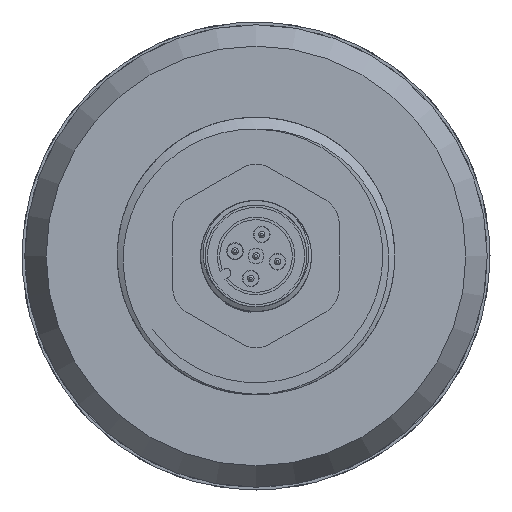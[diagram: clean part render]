
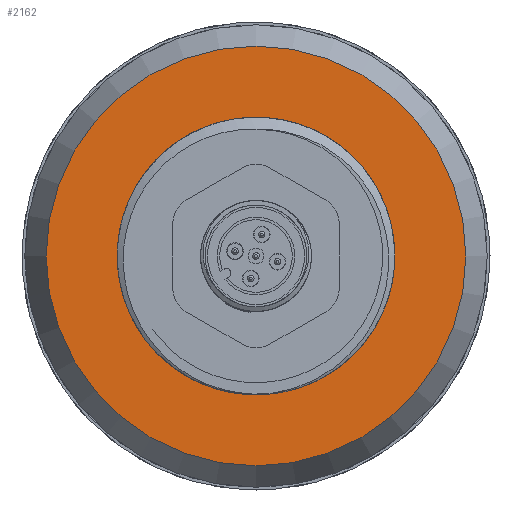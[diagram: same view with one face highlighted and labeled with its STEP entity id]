
A CAD part, front view. The second image highlights one B-rep face of the part: STEP entity #2162.
In plain terms, the highlighted planar face has unit normal (0, -1, 0).
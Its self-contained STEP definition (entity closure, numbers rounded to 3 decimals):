
#228=FACE_BOUND('',#449,.T.);
#260=PLANE('',#2518);
#309=FACE_OUTER_BOUND('',#448,.T.);
#448=EDGE_LOOP('',(#1486));
#449=EDGE_LOOP('',(#1487));
#849=CIRCLE('',#2517,22.691);
#850=CIRCLE('',#2519,13.);
#951=VERTEX_POINT('',#3428);
#952=VERTEX_POINT('',#3432);
#1163=EDGE_CURVE('',#951,#951,#849,.T.);
#1164=EDGE_CURVE('',#952,#952,#850,.T.);
#1486=ORIENTED_EDGE('',*,*,#1163,.F.);
#1487=ORIENTED_EDGE('',*,*,#1164,.F.);
#2162=ADVANCED_FACE('',(#309,#228),#260,.T.);
#2517=AXIS2_PLACEMENT_3D('',#3430,#2807,#2808);
#2518=AXIS2_PLACEMENT_3D('',#3431,#2809,#2810);
#2519=AXIS2_PLACEMENT_3D('',#3433,#2811,#2812);
#2807=DIRECTION('center_axis',(0.,1.,0.));
#2808=DIRECTION('ref_axis',(1.,0.,0.));
#2809=DIRECTION('center_axis',(0.,-1.,0.));
#2810=DIRECTION('ref_axis',(0.,0.,-1.));
#2811=DIRECTION('center_axis',(0.,-1.,0.));
#2812=DIRECTION('ref_axis',(1.,0.,0.));
#3428=CARTESIAN_POINT('',(-22.691,-2.5,0.));
#3430=CARTESIAN_POINT('Origin',(0.,-2.5,0.));
#3431=CARTESIAN_POINT('Origin',(-25.,-2.5,0.));
#3432=CARTESIAN_POINT('',(13.,-2.5,0.));
#3433=CARTESIAN_POINT('Origin',(0.,-2.5,0.));
